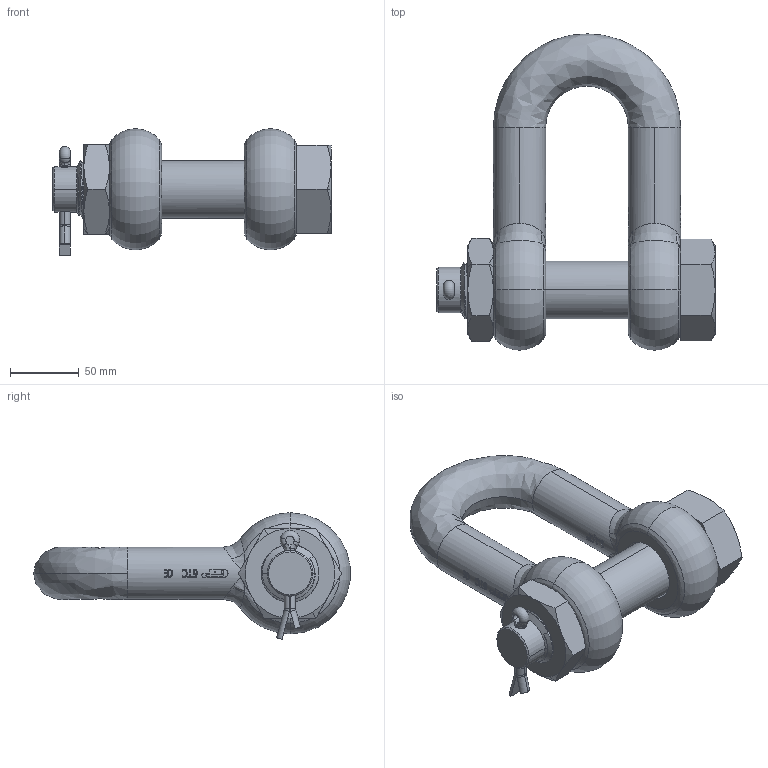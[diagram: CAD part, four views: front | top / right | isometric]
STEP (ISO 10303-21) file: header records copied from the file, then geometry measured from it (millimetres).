
FILE_DESCRIPTION(('STEP AP214'),'1');
FILE_NAME('gpgdmb38.stp','2017-03-31T06:13:34',('TraceParts'),('TraceParts S.A.'),'Spatial InterOp 3D',' ',' ');
FILE_SCHEMA(('automotive_design'));
Length unit declared in the file: millimetre
Products named in the file (4): gpgdmb38_1; gpgdmb38_2; gpgdmb38_3; gpgdmb38_4
Bounding box: 202 x 229.68 x 91.86 mm (x, y, z)
Volume: 999790.3 mm3; surface area: 130962.9 mm2
Topology: 4 solids, 4 shells, 676 faces, 1814 edges, 1182 vertices
Faces by surface type: plane 301, bspline 237, cylinder 99, cone 28, torus 11
Entity records: 32225 total; most frequent: CARTESIAN_POINT 17032, ORIENTED_EDGE 3612, DIRECTION 2358, EDGE_CURVE 1806, VERTEX_POINT 1182, LINE 900, VECTOR 900, AXIS2_PLACEMENT_3D 729
